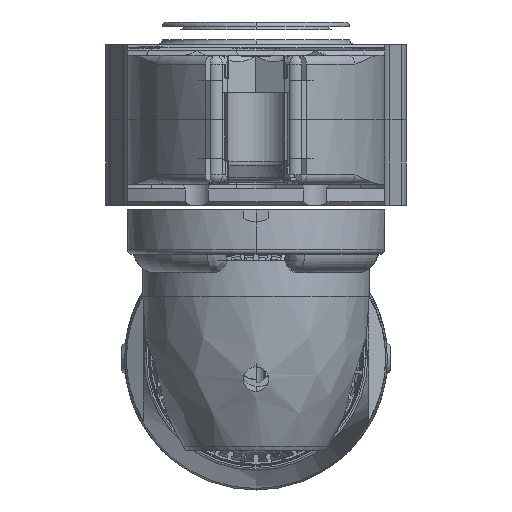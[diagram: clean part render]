
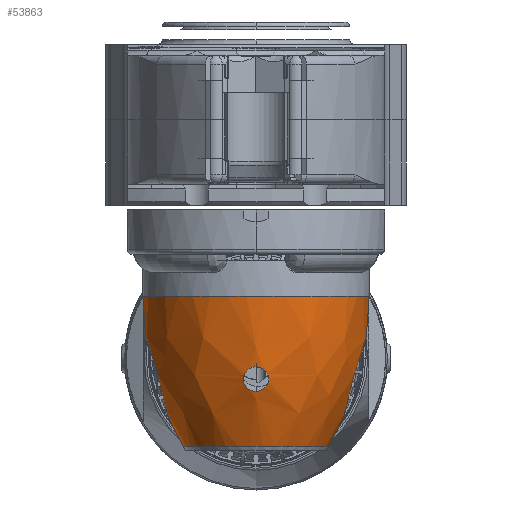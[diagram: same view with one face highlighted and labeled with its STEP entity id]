
A CAD part, left-side view. The second image highlights one B-rep face of the part: STEP entity #53863.
In plain terms, the highlighted free-form (B-spline) face has degree [3, 3] with [7, 4] control points.
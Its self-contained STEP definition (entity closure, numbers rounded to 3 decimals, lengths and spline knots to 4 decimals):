
#42947=CARTESIAN_POINT('',(-5.9165,0.,-0.584));
#42948=DIRECTION('',(0.,0.,-1.));
#42949=DIRECTION('',(0.675,-0.738,0.));
#42950=AXIS2_PLACEMENT_3D('',#42947,#42948,#42949);
#42952=CARTESIAN_POINT('',(-6.5667,0.,-0.2192));
#42953=CARTESIAN_POINT('',(-6.5667,-0.009,
-0.2192));
#42954=CARTESIAN_POINT('',(-6.5672,-0.0262,
-0.2166));
#42955=CARTESIAN_POINT('',(-6.5698,-0.0511,
-0.2042));
#42956=CARTESIAN_POINT('',(-6.5741,-0.0698,
-0.1854));
#42957=CARTESIAN_POINT('',(-6.5796,-0.0818,
-0.163));
#42958=CARTESIAN_POINT('',(-6.5868,-0.0865,
-0.1369));
#42959=CARTESIAN_POINT('',(-6.5947,-0.0823,
-0.111));
#42960=CARTESIAN_POINT('',(-6.602,-0.0705,
-0.0886));
#42961=CARTESIAN_POINT('',(-6.6084,-0.0518,
-0.0703));
#42962=CARTESIAN_POINT('',(-6.6129,-0.0266,
-0.0581));
#42963=CARTESIAN_POINT('',(-6.6139,-0.0091,
-0.0555));
#42964=CARTESIAN_POINT('',(-6.6139,0.,-0.0555));
#42966=CARTESIAN_POINT('',(-6.5667,0.,-0.2192));
#42967=CARTESIAN_POINT('',(-6.5667,0.0088,
-0.2192));
#42968=CARTESIAN_POINT('',(-6.5672,0.0265,
-0.2166));
#42969=CARTESIAN_POINT('',(-6.5698,0.0512,
-0.204));
#42970=CARTESIAN_POINT('',(-6.574,0.0694,
-0.1859));
#42971=CARTESIAN_POINT('',(-6.5794,0.0813,
-0.164));
#42972=CARTESIAN_POINT('',(-6.5861,0.0862,
-0.1395));
#42973=CARTESIAN_POINT('',(-6.5931,0.0834,
-0.1162));
#42974=CARTESIAN_POINT('',(-6.5991,0.0756,
-0.0973));
#42975=CARTESIAN_POINT('',(-6.6049,0.063,
-0.0803));
#42976=CARTESIAN_POINT('',(-6.61,0.0444,
-0.066));
#42977=CARTESIAN_POINT('',(-6.6132,0.0222,
-0.0573));
#42978=CARTESIAN_POINT('',(-6.6139,0.0073,
-0.0555));
#42979=CARTESIAN_POINT('',(-6.6139,0.,-0.0555));
#42995=CARTESIAN_POINT('',(-5.9165,0.,0.416));
#42996=DIRECTION('',(0.,0.,-1.));
#42997=DIRECTION('',(0.659,-0.752,0.));
#42998=AXIS2_PLACEMENT_3D('',#42995,#42996,#42997);
#43017=CARTESIAN_POINT('',(-5.5885,0.3583,
-0.584));
#43018=CARTESIAN_POINT('',(-5.6003,0.3843,
-0.5646));
#43019=CARTESIAN_POINT('',(-5.6243,0.4309,
-0.5243));
#43020=CARTESIAN_POINT('',(-5.6573,0.4858,
-0.4645));
#43021=CARTESIAN_POINT('',(-5.6863,0.5301,
-0.4057));
#43022=CARTESIAN_POINT('',(-5.7091,0.5655,
-0.3487));
#43023=CARTESIAN_POINT('',(-5.7247,0.5938,
-0.2936));
#43024=CARTESIAN_POINT('',(-5.7326,0.6179,
-0.2365));
#43025=CARTESIAN_POINT('',(-5.73,0.6387,
-0.1734));
#43026=CARTESIAN_POINT('',(-5.7144,0.6546,
-0.1056));
#43027=CARTESIAN_POINT('',(-5.6872,0.6646,
-0.0344));
#43028=CARTESIAN_POINT('',(-5.6498,0.6682,
0.0423));
#43029=CARTESIAN_POINT('',(-5.6036,0.6635,
0.1248));
#43030=CARTESIAN_POINT('',(-5.5497,0.6485,
0.2139));
#43031=CARTESIAN_POINT('',(-5.4887,0.6197,
0.3103));
#43032=CARTESIAN_POINT('',(-5.4432,0.5874,
0.3804));
#43033=CARTESIAN_POINT('',(-5.4198,0.567,
0.416));
#43087=CARTESIAN_POINT('',(-5.4198,-0.567,
0.416));
#43088=CARTESIAN_POINT('',(-5.4431,-0.5873,
0.3805));
#43089=CARTESIAN_POINT('',(-5.4884,-0.6195,
0.3108));
#43090=CARTESIAN_POINT('',(-5.5491,-0.6483,
0.2148));
#43091=CARTESIAN_POINT('',(-5.6029,-0.6634,
0.126));
#43092=CARTESIAN_POINT('',(-5.6489,-0.6681,
0.0439));
#43093=CARTESIAN_POINT('',(-5.6864,-0.6648,
-0.0325));
#43094=CARTESIAN_POINT('',(-5.7136,-0.655,
-0.1033));
#43095=CARTESIAN_POINT('',(-5.7296,-0.6394,
-0.1709));
#43096=CARTESIAN_POINT('',(-5.7327,-0.6187,
-0.2343));
#43097=CARTESIAN_POINT('',(-5.7251,-0.5946,
-0.2919));
#43098=CARTESIAN_POINT('',(-5.7096,-0.5662,
-0.3475));
#43099=CARTESIAN_POINT('',(-5.6867,-0.5308,
-0.4047));
#43100=CARTESIAN_POINT('',(-5.6577,-0.4864,
-0.4639));
#43101=CARTESIAN_POINT('',(-5.6244,-0.4313,
-0.5239));
#43102=CARTESIAN_POINT('',(-5.6003,-0.3845,
-0.5645));
#43103=CARTESIAN_POINT('',(-5.5885,-0.3583,
-0.584));
#52234=VERTEX_POINT('',#43017);
#52235=VERTEX_POINT('',#43033);
#52238=VERTEX_POINT('',#43087);
#52239=VERTEX_POINT('',#43103);
#53796=VERTEX_POINT('',#42964);
#53797=VERTEX_POINT('',#42952);
#53819=CARTESIAN_POINT('',(-5.3585,-0.5065,
0.4369));
#53820=CARTESIAN_POINT('',(-5.3556,-0.5091,
0.0694));
#53821=CARTESIAN_POINT('',(-5.4261,-0.4452,
-0.2857));
#53822=CARTESIAN_POINT('',(-5.5646,-0.3194,
-0.6021));
#53823=CARTESIAN_POINT('',(-5.9077,-1.1117,
0.4369));
#53824=CARTESIAN_POINT('',(-5.9077,-1.1174,
0.0694));
#53825=CARTESIAN_POINT('',(-5.9088,-0.977,
-0.2857));
#53826=CARTESIAN_POINT('',(-5.911,-0.701,
-0.6021));
#53827=CARTESIAN_POINT('',(-6.6701,-0.8173,
0.4369));
#53828=CARTESIAN_POINT('',(-6.674,-0.8214,
0.0694));
#53829=CARTESIAN_POINT('',(-6.5789,-0.7183,
-0.2857));
#53830=CARTESIAN_POINT('',(-6.3917,-0.5154,
-0.6021));
#53831=CARTESIAN_POINT('',(-6.6701,0.,0.4369));
#53832=CARTESIAN_POINT('',(-6.674,0.,0.0694));
#53833=CARTESIAN_POINT('',(-6.5789,0.,-0.2857));
#53834=CARTESIAN_POINT('',(-6.3917,0.,-0.6021));
#53835=CARTESIAN_POINT('',(-6.6701,0.8173,
0.4369));
#53836=CARTESIAN_POINT('',(-6.674,0.8214,
0.0694));
#53837=CARTESIAN_POINT('',(-6.5789,0.7183,
-0.2857));
#53838=CARTESIAN_POINT('',(-6.3917,0.5154,
-0.6021));
#53839=CARTESIAN_POINT('',(-5.9077,1.1117,
0.4369));
#53840=CARTESIAN_POINT('',(-5.9077,1.1174,
0.0694));
#53841=CARTESIAN_POINT('',(-5.9088,0.977,
-0.2857));
#53842=CARTESIAN_POINT('',(-5.911,0.701,
-0.6021));
#53843=CARTESIAN_POINT('',(-5.3585,0.5065,
0.4369));
#53844=CARTESIAN_POINT('',(-5.3556,0.5091,
0.0694));
#53845=CARTESIAN_POINT('',(-5.4261,0.4452,
-0.2857));
#53846=CARTESIAN_POINT('',(-5.5646,0.3194,
-0.6021));
#53847=(BOUNDED_SURFACE()B_SPLINE_SURFACE(3,3,((#53819,#53820,#53821,#53822),(
#53823,#53824,#53825,#53826),(#53827,#53828,#53829,#53830),(#53831,#53832,
#53833,#53834),(#53835,#53836,#53837,#53838),(#53839,#53840,#53841,#53842),(
#53843,#53844,#53845,#53846)),.UNSPECIFIED.,.F.,.F.,.F.)B_SPLINE_SURFACE_WITH_KNOTS((4,3,4),(4,4),(0.,1.,2.),(0.,1.),.UNSPECIFIED.)GEOMETRIC_REPRESENTATION_ITEM()RATIONAL_B_SPLINE_SURFACE(((1.498,1.461,
1.461,1.498),(0.859,0.838,
0.838,0.859),(0.859,0.838,
0.838,0.859),(1.498,1.461,
1.461,1.498),(0.859,0.838,
0.838,0.859),(0.859,0.838,
0.838,0.859),(1.498,1.461,
1.461,1.498)))REPRESENTATION_ITEM('')SURFACE());
#53849=ORIENTED_EDGE('',*,*,#53848,.T.);
#53851=ORIENTED_EDGE('',*,*,#53850,.F.);
#53853=ORIENTED_EDGE('',*,*,#53852,.T.);
#53854=ORIENTED_EDGE('',*,*,#53812,.T.);
#53855=EDGE_LOOP('',(#53849,#53851,#53853,#53854));
#53856=FACE_OUTER_BOUND('',#53855,.F.);
#53858=ORIENTED_EDGE('',*,*,#53857,.T.);
#53860=ORIENTED_EDGE('',*,*,#53859,.F.);
#53861=EDGE_LOOP('',(#53858,#53860));
#53862=FACE_BOUND('',#53861,.F.);
#53863=ADVANCED_FACE('',(#53856,#53862),#53847,.T.);
#42951=CIRCLE('',#42950,0.4858);
#42965=B_SPLINE_CURVE_WITH_KNOTS('',3,(#42952,#42953,#42954,#42955,#42956,
#42957,#42958,#42959,#42960,#42961,#42962,#42963,#42964),.UNSPECIFIED.,.F.,.F.,(
4,1,1,1,1,1,1,1,1,1,4),(0.,0.1,0.2,0.3,0.4,0.5,0.6,0.7,0.8,
0.9,1.),.UNSPECIFIED.);
#42980=B_SPLINE_CURVE_WITH_KNOTS('',3,(#42966,#42967,#42968,#42969,#42970,
#42971,#42972,#42973,#42974,#42975,#42976,#42977,#42978,#42979),.UNSPECIFIED.,
.F.,.F.,(4,1,1,1,1,1,1,1,1,1,1,4),(0.,0.0909,0.1818,
0.2727,0.3636,0.4545,0.5455,
0.6364,0.7273,0.8182,0.9091,1.),
.UNSPECIFIED.);
#42999=CIRCLE('',#42998,0.7538);
#43034=B_SPLINE_CURVE_WITH_KNOTS('',3,(#43017,#43018,#43019,#43020,#43021,
#43022,#43023,#43024,#43025,#43026,#43027,#43028,#43029,#43030,#43031,#43032,
#43033),.UNSPECIFIED.,.F.,.F.,(4,1,1,1,1,1,1,1,1,1,1,1,1,1,4),(0.,
0.0714,0.1429,0.2143,0.2857,
0.3571,0.4286,0.5,0.5714,0.6429,
0.7143,0.7857,0.8571,0.9286,1.),
.UNSPECIFIED.);
#43104=B_SPLINE_CURVE_WITH_KNOTS('',3,(#43087,#43088,#43089,#43090,#43091,
#43092,#43093,#43094,#43095,#43096,#43097,#43098,#43099,#43100,#43101,#43102,
#43103),.UNSPECIFIED.,.F.,.F.,(4,1,1,1,1,1,1,1,1,1,1,1,1,1,4),(0.,
0.0714,0.1429,0.2143,0.2857,
0.3571,0.4286,0.5,0.5714,0.6429,
0.7143,0.7857,0.8571,0.9286,1.),
.UNSPECIFIED.);
#53812=EDGE_CURVE('',#52239,#52234,#42951,.T.);
#53848=EDGE_CURVE('',#52234,#52235,#43034,.T.);
#53850=EDGE_CURVE('',#52238,#52235,#42999,.T.);
#53852=EDGE_CURVE('',#52238,#52239,#43104,.T.);
#53857=EDGE_CURVE('',#53797,#53796,#42965,.T.);
#53859=EDGE_CURVE('',#53797,#53796,#42980,.T.);
